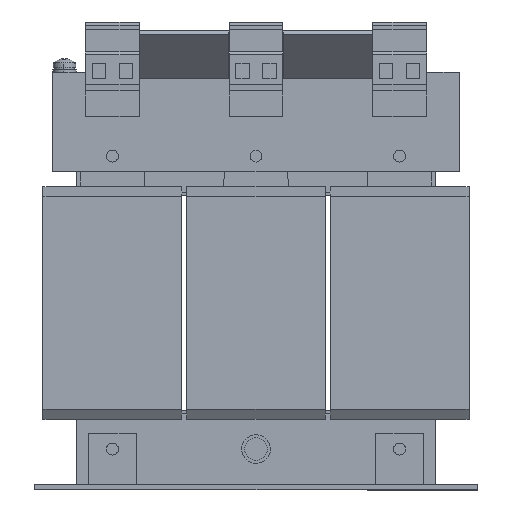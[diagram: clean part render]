
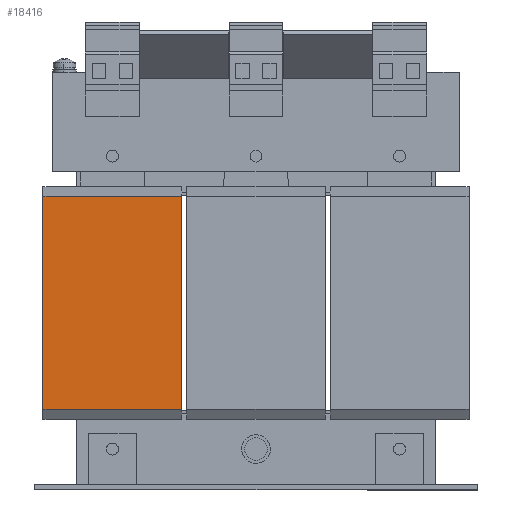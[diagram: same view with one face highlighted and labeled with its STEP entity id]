
A CAD part, top view. The second image highlights one B-rep face of the part: STEP entity #18416.
In plain terms, the highlighted planar face has unit normal (0, 0, 1).
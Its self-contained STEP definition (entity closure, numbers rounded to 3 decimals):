
#770 = ORIENTED_EDGE ( 'NONE', *, *, #1967, .T. ) ;
#1143 = CARTESIAN_POINT ( 'NONE',  ( -31., 44.5, 33.45 ) ) ;
#1281 = EDGE_CURVE ( 'NONE', #25936, #18084, #19316, .T. ) ;
#1317 = LINE ( 'NONE', #9404, #15405 ) ;
#1967 = EDGE_CURVE ( 'NONE', #18084, #21656, #12847, .T. ) ;
#2142 = CARTESIAN_POINT ( 'NONE',  ( -89., 44.5, 33.45 ) ) ;
#2857 = VECTOR ( 'NONE', #6787, 1000. ) ;
#2954 = ORIENTED_EDGE ( 'NONE', *, *, #1281, .T. ) ;
#4668 = LINE ( 'NONE', #16874, #2857 ) ;
#4959 = EDGE_CURVE ( 'NONE', #25936, #5238, #4668, .T. ) ;
#5238 = VERTEX_POINT ( 'NONE', #16449 ) ;
#5959 = CARTESIAN_POINT ( 'NONE',  ( -31., 44.5, 33.45 ) ) ;
#6154 = EDGE_LOOP ( 'NONE', ( #770, #23910, #11037, #2954 ) ) ;
#6787 = DIRECTION ( 'NONE',  ( 0., -1., 0. ) ) ;
#9363 = EDGE_CURVE ( 'NONE', #5238, #21656, #1317, .T. ) ;
#9404 = CARTESIAN_POINT ( 'NONE',  ( -31., -44.5, 33.45 ) ) ;
#10870 = CARTESIAN_POINT ( 'NONE',  ( -89., -44.5, 33.45 ) ) ;
#11037 = ORIENTED_EDGE ( 'NONE', *, *, #4959, .F. ) ;
#12847 = LINE ( 'NONE', #10870, #23988 ) ;
#13652 = DIRECTION ( 'NONE',  ( -1., 0., 0. ) ) ;
#13659 = CARTESIAN_POINT ( 'NONE',  ( -31., -44.5, 33.45 ) ) ;
#14666 = CARTESIAN_POINT ( 'NONE',  ( -89., -44.5, 33.45 ) ) ;
#15053 = VECTOR ( 'NONE', #17328, 1000. ) ;
#15081 = AXIS2_PLACEMENT_3D ( 'NONE', #13659, #15918, #24019 ) ;
#15405 = VECTOR ( 'NONE', #13652, 1000. ) ;
#15918 = DIRECTION ( 'NONE',  ( 0., 0., -1. ) ) ;
#16449 = CARTESIAN_POINT ( 'NONE',  ( -31., -44.5, 33.45 ) ) ;
#16874 = CARTESIAN_POINT ( 'NONE',  ( -31., -44.5, 33.45 ) ) ;
#17328 = DIRECTION ( 'NONE',  ( -1., 0., 0. ) ) ;
#18084 = VERTEX_POINT ( 'NONE', #2142 ) ;
#18416 = ADVANCED_FACE ( 'Defeature ausgef�hrt1_286', ( #23617 ), #26004, .F. ) ;
#18965 = DIRECTION ( 'NONE',  ( 0., -1., 0. ) ) ;
#19316 = LINE ( 'NONE', #1143, #15053 ) ;
#21656 = VERTEX_POINT ( 'NONE', #14666 ) ;
#23617 = FACE_OUTER_BOUND ( 'NONE', #6154, .T. ) ;
#23910 = ORIENTED_EDGE ( 'NONE', *, *, #9363, .F. ) ;
#23988 = VECTOR ( 'NONE', #18965, 1000. ) ;
#24019 = DIRECTION ( 'NONE',  ( 0., 1., 0. ) ) ;
#25936 = VERTEX_POINT ( 'NONE', #5959 ) ;
#26004 = PLANE ( 'NONE',  #15081 ) ;
